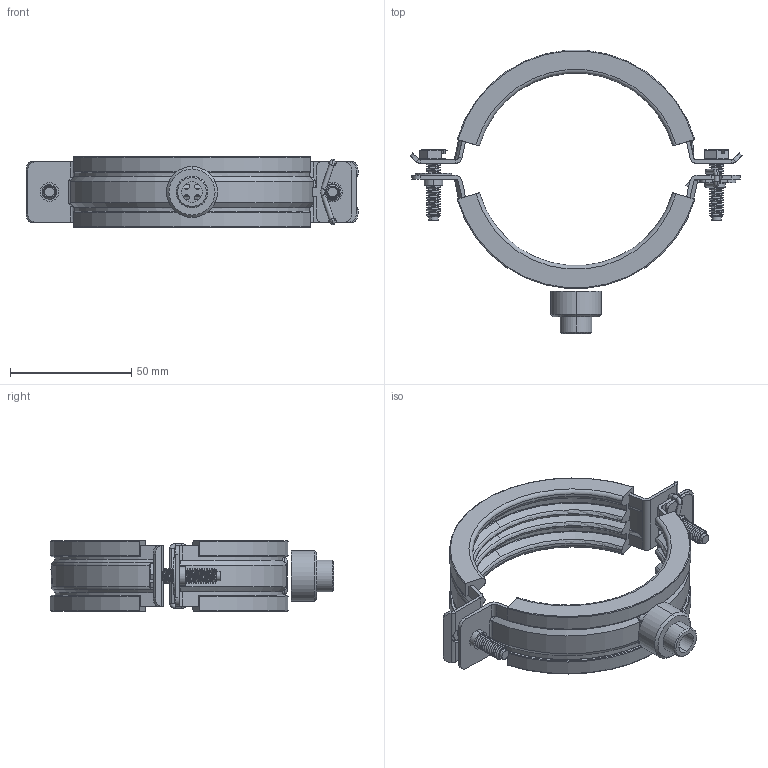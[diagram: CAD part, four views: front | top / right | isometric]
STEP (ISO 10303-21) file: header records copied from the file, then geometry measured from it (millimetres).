
FILE_DESCRIPTION (( 'STEP AP203' ), '1' );
FILE_NAME ('50.510RK.STEP', '2024-03-25T08:40:41', ( '' ), ( '' ), 'SwSTEP 2.0', 'SolidWorks 2023', '' );
FILE_SCHEMA (( 'CONFIG_CONTROL_DESIGN' ));
Length unit declared in the file: millimetre
Products named in the file (1): 50.510RK
Bounding box: 136.98 x 116.8 x 29 mm (x, y, z)
Surface area: 45413.1 mm2 (no closed solid volume)
Topology: 0 solids, 16 shells, 588 faces, 2354 edges, 1721 vertices
Faces by surface type: cylinder 233, plane 172, torus 66, bspline 65, cone 50, sphere 2
Entity records: 35591 total; most frequent: CARTESIAN_POINT 18168, ORIENTED_EDGE 3766, DIRECTION 3050, EDGE_CURVE 2352, VERTEX_POINT 1721, AXIS2_PLACEMENT_3D 1169, B_SPLINE_CURVE_WITH_KNOTS 787, VECTOR 712
